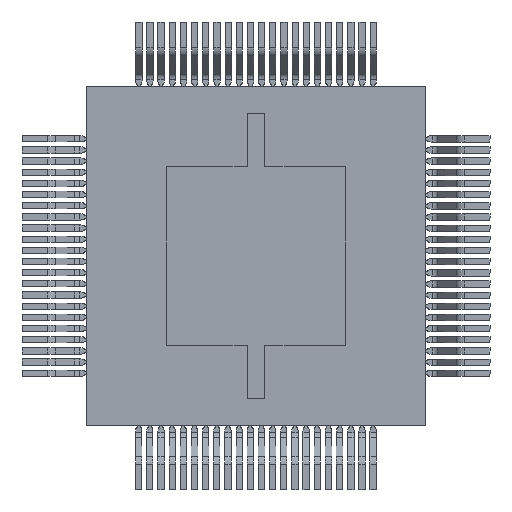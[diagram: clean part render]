
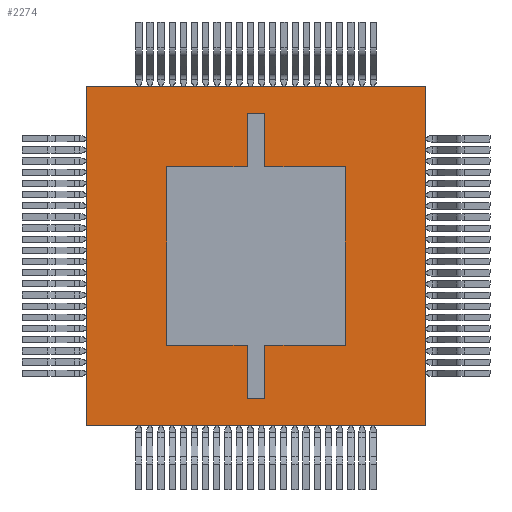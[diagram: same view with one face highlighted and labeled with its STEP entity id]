
A CAD part, left-side view. The second image highlights one B-rep face of the part: STEP entity #2274.
In plain terms, the highlighted planar face has unit normal (-1, 0, 0).
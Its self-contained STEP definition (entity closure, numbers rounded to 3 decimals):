
#2274 = ADVANCED_FACE( '', ( #5447, #5448 ), #5449, .T. );
#5447 = FACE_BOUND( '', #9268, .T. );
#5448 = FACE_OUTER_BOUND( '', #9269, .T. );
#5449 = PLANE( '', #9270 );
#9268 = EDGE_LOOP( '', ( #14508, #14509, #14510, #14511, #14512, #14513, #14514, #14515, #14516, #14517, #14518, #14519 ) );
#9269 = EDGE_LOOP( '', ( #14520, #14521, #14522, #14523 ) );
#9270 = AXIS2_PLACEMENT_3D( '', #14524, #14525, #14526 );
#14508 = ORIENTED_EDGE( '', *, *, #23389, .F. );
#14509 = ORIENTED_EDGE( '', *, *, #23390, .F. );
#14510 = ORIENTED_EDGE( '', *, *, #23391, .F. );
#14511 = ORIENTED_EDGE( '', *, *, #23392, .F. );
#14512 = ORIENTED_EDGE( '', *, *, #23393, .F. );
#14513 = ORIENTED_EDGE( '', *, *, #23394, .F. );
#14514 = ORIENTED_EDGE( '', *, *, #23001, .F. );
#14515 = ORIENTED_EDGE( '', *, *, #23395, .F. );
#14516 = ORIENTED_EDGE( '', *, *, #22790, .F. );
#14517 = ORIENTED_EDGE( '', *, *, #23396, .F. );
#14518 = ORIENTED_EDGE( '', *, *, #23397, .F. );
#14519 = ORIENTED_EDGE( '', *, *, #23157, .F. );
#14520 = ORIENTED_EDGE( '', *, *, #23398, .T. );
#14521 = ORIENTED_EDGE( '', *, *, #23399, .T. );
#14522 = ORIENTED_EDGE( '', *, *, #23400, .T. );
#14523 = ORIENTED_EDGE( '', *, *, #23401, .T. );
#14524 = CARTESIAN_POINT( '', ( -2., 0., 19. ) );
#14525 = DIRECTION( '', ( -1., 0., 0. ) );
#14526 = DIRECTION( '', ( 0., 0., -1. ) );
#22790 = EDGE_CURVE( '', #26608, #26609, #26610, .T. );
#23001 = EDGE_CURVE( '', #26977, #26978, #26979, .T. );
#23157 = EDGE_CURVE( '', #27252, #27253, #27254, .T. );
#23389 = EDGE_CURVE( '', #27659, #27252, #27660, .T. );
#23390 = EDGE_CURVE( '', #27661, #27659, #27662, .T. );
#23391 = EDGE_CURVE( '', #27663, #27661, #27664, .T. );
#23392 = EDGE_CURVE( '', #27665, #27663, #27666, .T. );
#23393 = EDGE_CURVE( '', #27667, #27665, #27668, .T. );
#23394 = EDGE_CURVE( '', #26978, #27667, #27669, .T. );
#23395 = EDGE_CURVE( '', #26609, #26977, #27670, .T. );
#23396 = EDGE_CURVE( '', #27671, #26608, #27672, .T. );
#23397 = EDGE_CURVE( '', #27253, #27671, #27673, .T. );
#23398 = EDGE_CURVE( '', #27674, #27675, #27676, .T. );
#23399 = EDGE_CURVE( '', #27675, #27677, #27678, .T. );
#23400 = EDGE_CURVE( '', #27677, #27679, #27680, .T. );
#23401 = EDGE_CURVE( '', #27679, #27674, #27681, .T. );
#26608 = VERTEX_POINT( '', #32279 );
#26609 = VERTEX_POINT( '', #32280 );
#26610 = LINE( '', #32281, #32282 );
#26977 = VERTEX_POINT( '', #32870 );
#26978 = VERTEX_POINT( '', #32871 );
#26979 = LINE( '', #32872, #32873 );
#27252 = VERTEX_POINT( '', #33396 );
#27253 = VERTEX_POINT( '', #33397 );
#27254 = LINE( '', #33398, #33399 );
#27659 = VERTEX_POINT( '', #33996 );
#27660 = LINE( '', #33997, #33998 );
#27661 = VERTEX_POINT( '', #33999 );
#27662 = LINE( '', #34000, #34001 );
#27663 = VERTEX_POINT( '', #34002 );
#27664 = LINE( '', #34003, #34004 );
#27665 = VERTEX_POINT( '', #34005 );
#27666 = LINE( '', #34006, #34007 );
#27667 = VERTEX_POINT( '', #34008 );
#27668 = LINE( '', #34009, #34010 );
#27669 = LINE( '', #34011, #34012 );
#27670 = LINE( '', #34013, #34014 );
#27671 = VERTEX_POINT( '', #34015 );
#27672 = LINE( '', #34016, #34017 );
#27673 = LINE( '', #34018, #34019 );
#27674 = VERTEX_POINT( '', #34020 );
#27675 = VERTEX_POINT( '', #34021 );
#27676 = LINE( '', #34022, #34023 );
#27677 = VERTEX_POINT( '', #34024 );
#27678 = LINE( '', #34025, #34026 );
#27679 = VERTEX_POINT( '', #34027 );
#27680 = LINE( '', #34028, #34029 );
#27681 = LINE( '', #34030, #34031 );
#32279 = CARTESIAN_POINT( '', ( -2., -9., 17.5 ) );
#32280 = CARTESIAN_POINT( '', ( -2., -9., 14.5 ) );
#32281 = CARTESIAN_POINT( '', ( -2., -9., 19. ) );
#32282 = VECTOR( '', #40546, 1000. );
#32870 = CARTESIAN_POINT( '', ( -2., -4.5, 14.5 ) );
#32871 = CARTESIAN_POINT( '', ( -2., -4.5, 4.5 ) );
#32872 = CARTESIAN_POINT( '', ( -2., -4.5, 19. ) );
#32873 = VECTOR( '', #40732, 1000. );
#33396 = CARTESIAN_POINT( '', ( -2., -14.5, 14.5 ) );
#33397 = CARTESIAN_POINT( '', ( -2., -10., 14.5 ) );
#33398 = CARTESIAN_POINT( '', ( -2., 0., 14.5 ) );
#33399 = VECTOR( '', #40881, 1000. );
#33996 = CARTESIAN_POINT( '', ( -2., -14.5, 4.5 ) );
#33997 = CARTESIAN_POINT( '', ( -2., -14.5, 19. ) );
#33998 = VECTOR( '', #41092, 1000. );
#33999 = CARTESIAN_POINT( '', ( -2., -10., 4.5 ) );
#34000 = CARTESIAN_POINT( '', ( -2., 0., 4.5 ) );
#34001 = VECTOR( '', #41093, 1000. );
#34002 = CARTESIAN_POINT( '', ( -2., -10., 1.5 ) );
#34003 = CARTESIAN_POINT( '', ( -2., -10., 19. ) );
#34004 = VECTOR( '', #41094, 1000. );
#34005 = CARTESIAN_POINT( '', ( -2., -9., 1.5 ) );
#34006 = CARTESIAN_POINT( '', ( -2., 0., 1.5 ) );
#34007 = VECTOR( '', #41095, 1000. );
#34008 = CARTESIAN_POINT( '', ( -2., -9., 4.5 ) );
#34009 = CARTESIAN_POINT( '', ( -2., -9., 19. ) );
#34010 = VECTOR( '', #41096, 1000. );
#34011 = CARTESIAN_POINT( '', ( -2., 0., 4.5 ) );
#34012 = VECTOR( '', #41097, 1000. );
#34013 = CARTESIAN_POINT( '', ( -2., 0., 14.5 ) );
#34014 = VECTOR( '', #41098, 1000. );
#34015 = CARTESIAN_POINT( '', ( -2., -10., 17.5 ) );
#34016 = CARTESIAN_POINT( '', ( -2., 0., 17.5 ) );
#34017 = VECTOR( '', #41099, 1000. );
#34018 = CARTESIAN_POINT( '', ( -2., -10., 19. ) );
#34019 = VECTOR( '', #41100, 1000. );
#34020 = CARTESIAN_POINT( '', ( -2., 0., 19. ) );
#34021 = CARTESIAN_POINT( '', ( -2., 0., 0. ) );
#34022 = CARTESIAN_POINT( '', ( -2., 0., 19. ) );
#34023 = VECTOR( '', #41101, 1000. );
#34024 = CARTESIAN_POINT( '', ( -2., -19., 0. ) );
#34025 = CARTESIAN_POINT( '', ( -2., 0., 0. ) );
#34026 = VECTOR( '', #41102, 1000. );
#34027 = CARTESIAN_POINT( '', ( -2., -19., 19. ) );
#34028 = CARTESIAN_POINT( '', ( -2., -19., 19. ) );
#34029 = VECTOR( '', #41103, 1000. );
#34030 = CARTESIAN_POINT( '', ( -2., 0., 19. ) );
#34031 = VECTOR( '', #41104, 1000. );
#40546 = DIRECTION( '', ( 0., 0., -1. ) );
#40732 = DIRECTION( '', ( 0., 0., -1. ) );
#40881 = DIRECTION( '', ( 0., 1., 0. ) );
#41092 = DIRECTION( '', ( 0., 0., 1. ) );
#41093 = DIRECTION( '', ( 0., -1., 0. ) );
#41094 = DIRECTION( '', ( 0., 0., 1. ) );
#41095 = DIRECTION( '', ( 0., -1., 0. ) );
#41096 = DIRECTION( '', ( 0., 0., -1. ) );
#41097 = DIRECTION( '', ( 0., -1., 0. ) );
#41098 = DIRECTION( '', ( 0., 1., 0. ) );
#41099 = DIRECTION( '', ( 0., 1., 0. ) );
#41100 = DIRECTION( '', ( 0., 0., 1. ) );
#41101 = DIRECTION( '', ( 0., 0., -1. ) );
#41102 = DIRECTION( '', ( 0., -1., 0. ) );
#41103 = DIRECTION( '', ( 0., 0., 1. ) );
#41104 = DIRECTION( '', ( 0., 1., 0. ) );
